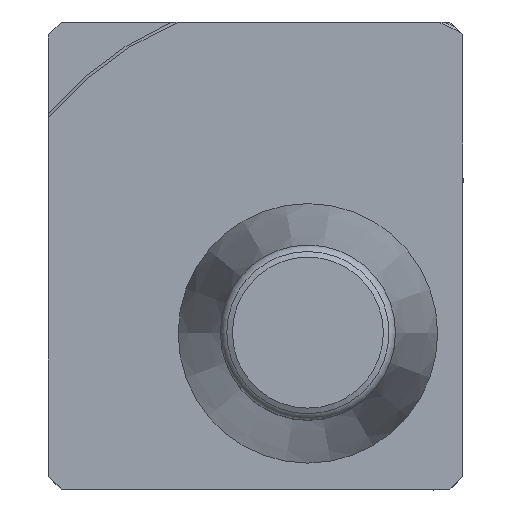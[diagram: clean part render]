
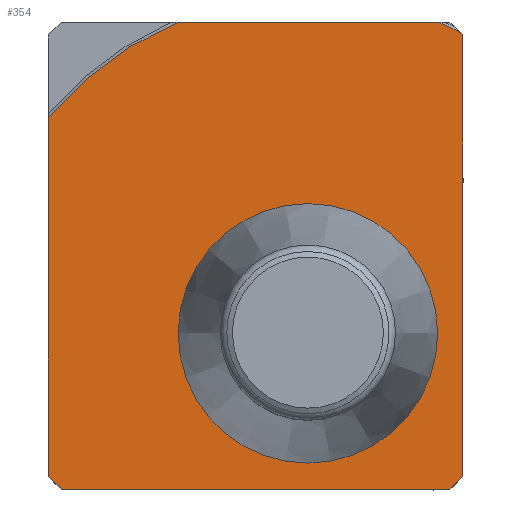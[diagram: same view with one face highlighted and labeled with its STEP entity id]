
A CAD part, top view. The second image highlights one B-rep face of the part: STEP entity #354.
In plain terms, the highlighted planar face has unit normal (0, 0, 1).
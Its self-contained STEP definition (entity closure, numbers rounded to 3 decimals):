
#146=LINE('',#1490,#214);
#151=LINE('',#1507,#219);
#158=LINE('',#1526,#226);
#162=LINE('',#1543,#230);
#166=LINE('',#1551,#234);
#168=LINE('',#1563,#236);
#169=LINE('',#1565,#237);
#214=VECTOR('',#1201,1.);
#219=VECTOR('',#1210,1.);
#226=VECTOR('',#1221,1.);
#230=VECTOR('',#1227,1.);
#234=VECTOR('',#1235,1.);
#236=VECTOR('',#1255,1.);
#237=VECTOR('',#1258,1.);
#283=PLANE('',#1069);
#354=ADVANCED_FACE('AL3_SU1',(#387,#388),#283,.T.);
#387=FACE_BOUND('',#448,.T.);
#388=FACE_BOUND('',#449,.T.);
#448=EDGE_LOOP('',(#616));
#449=EDGE_LOOP('',(#617,#618,#619,#620,#621,#622,#623,#624,#625));
#616=ORIENTED_EDGE('',*,*,#878,.F.);
#617=ORIENTED_EDGE('',*,*,#843,.F.);
#618=ORIENTED_EDGE('',*,*,#868,.T.);
#619=ORIENTED_EDGE('',*,*,#874,.F.);
#620=ORIENTED_EDGE('',*,*,#875,.T.);
#621=ORIENTED_EDGE('',*,*,#850,.F.);
#622=ORIENTED_EDGE('',*,*,#864,.T.);
#623=ORIENTED_EDGE('',*,*,#872,.T.);
#624=ORIENTED_EDGE('',*,*,#858,.F.);
#625=ORIENTED_EDGE('',*,*,#871,.T.);
#754=VERTEX_POINT('',#1489);
#755=VERTEX_POINT('',#1491);
#757=VERTEX_POINT('',#1500);
#760=VERTEX_POINT('',#1506);
#766=VERTEX_POINT('',#1525);
#767=VERTEX_POINT('',#1527);
#770=VERTEX_POINT('',#1542);
#772=VERTEX_POINT('',#1550);
#773=VERTEX_POINT('',#1562);
#774=VERTEX_POINT('',#1573);
#843=EDGE_CURVE('',#754,#755,#146,.T.);
#850=EDGE_CURVE('',#760,#757,#151,.T.);
#858=EDGE_CURVE('',#766,#767,#158,.T.);
#864=EDGE_CURVE('',#760,#770,#162,.T.);
#868=EDGE_CURVE('',#754,#772,#166,.T.);
#871=EDGE_CURVE('',#766,#755,#934,.T.);
#872=EDGE_CURVE('',#770,#767,#935,.T.);
#874=EDGE_CURVE('',#773,#772,#168,.T.);
#875=EDGE_CURVE('',#773,#757,#169,.T.);
#878=EDGE_CURVE('',#774,#774,#936,.T.);
#934=CIRCLE('',#1059,13.);
#935=CIRCLE('',#1061,13.);
#936=CIRCLE('',#1068,5.);
#1059=AXIS2_PLACEMENT_3D('',#1557,#1246,#1247);
#1061=AXIS2_PLACEMENT_3D('',#1559,#1250,#1251);
#1068=AXIS2_PLACEMENT_3D('',#1572,#1269,#1270);
#1069=AXIS2_PLACEMENT_3D('',#1574,#1271,#1272);
#1201=DIRECTION('',(0.,1.,0.));
#1210=DIRECTION('',(0.,-1.,0.));
#1221=DIRECTION('',(1.,0.,0.));
#1227=DIRECTION('',(-0.707,0.707,0.));
#1235=DIRECTION('',(0.707,-0.707,0.));
#1246=DIRECTION('',(0.,0.,1.));
#1247=DIRECTION('',(1.,0.,0.));
#1250=DIRECTION('',(0.,0.,1.));
#1251=DIRECTION('',(1.,0.,0.));
#1255=DIRECTION('',(-1.,0.,0.));
#1258=DIRECTION('',(0.707,0.707,0.));
#1269=DIRECTION('',(0.,0.,1.));
#1270=DIRECTION('',(1.,0.,0.));
#1271=DIRECTION('',(0.,0.,1.));
#1272=DIRECTION('',(1.,0.,0.));
#1489=CARTESIAN_POINT('',(-10.,-5.5,0.));
#1490=CARTESIAN_POINT('',(-10.,-6.,0.));
#1491=CARTESIAN_POINT('',(-10.,8.307,0.));
#1500=CARTESIAN_POINT('',(5.975,-5.5,0.));
#1506=CARTESIAN_POINT('',(5.975,11.5,0.));
#1507=CARTESIAN_POINT('',(5.975,12.,0.));
#1525=CARTESIAN_POINT('',(-5.,12.,0.));
#1526=CARTESIAN_POINT('',(-10.,12.,0.));
#1527=CARTESIAN_POINT('',(5.,12.,0.));
#1542=CARTESIAN_POINT('',(5.882,11.593,0.));
#1543=CARTESIAN_POINT('',(8.738,8.738,0.));
#1550=CARTESIAN_POINT('',(-9.5,-6.,0.));
#1551=CARTESIAN_POINT('',(-7.75,-7.75,0.));
#1557=CARTESIAN_POINT('',(0.,0.,0.));
#1559=CARTESIAN_POINT('',(0.,0.,0.));
#1562=CARTESIAN_POINT('',(5.475,-6.,0.));
#1563=CARTESIAN_POINT('',(5.975,-6.,0.));
#1565=CARTESIAN_POINT('',(5.738,-5.737,0.));
#1572=CARTESIAN_POINT('',(0.,0.,0.));
#1573=CARTESIAN_POINT('',(5.,0.,0.));
#1574=CARTESIAN_POINT('',(-2.013,3.,0.));
